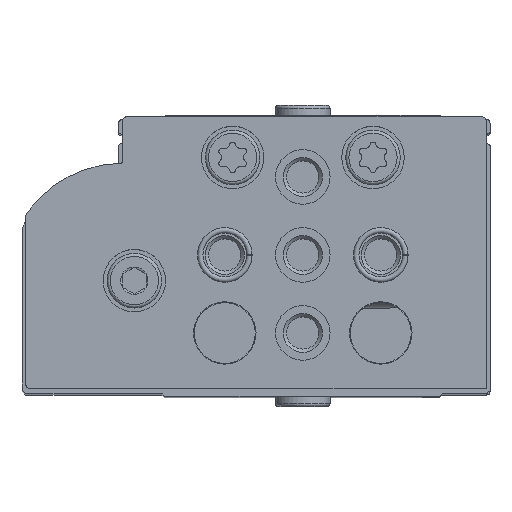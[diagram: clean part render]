
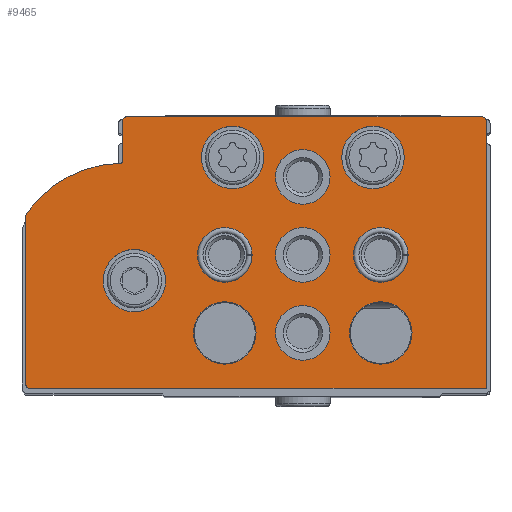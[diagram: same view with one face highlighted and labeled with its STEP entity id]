
A CAD part, top view. The second image highlights one B-rep face of the part: STEP entity #9465.
In plain terms, the highlighted face is planar.
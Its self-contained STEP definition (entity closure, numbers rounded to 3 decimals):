
#944=LINE('',#16107,#1628);
#946=LINE('',#16111,#1630);
#949=LINE('',#16119,#1633);
#954=LINE('',#16135,#1638);
#957=LINE('',#16143,#1641);
#1628=VECTOR('',#13017,1000.);
#1630=VECTOR('',#13021,1000.);
#1633=VECTOR('',#13030,1000.);
#1638=VECTOR('',#13049,1000.);
#1641=VECTOR('',#13058,1000.);
#3528=ORIENTED_EDGE('',*,*,#5245,.T.);
#3529=ORIENTED_EDGE('',*,*,#5246,.T.);
#3530=ORIENTED_EDGE('',*,*,#5247,.T.);
#3531=ORIENTED_EDGE('',*,*,#5248,.T.);
#3532=ORIENTED_EDGE('',*,*,#5249,.T.);
#3533=ORIENTED_EDGE('',*,*,#5250,.T.);
#3534=ORIENTED_EDGE('',*,*,#5251,.T.);
#3535=ORIENTED_EDGE('',*,*,#5252,.T.);
#3536=ORIENTED_EDGE('',*,*,#5253,.T.);
#3537=ORIENTED_EDGE('',*,*,#5254,.T.);
#3538=ORIENTED_EDGE('',*,*,#5222,.F.);
#3539=ORIENTED_EDGE('',*,*,#5243,.F.);
#3540=ORIENTED_EDGE('',*,*,#5241,.F.);
#3541=ORIENTED_EDGE('',*,*,#5239,.F.);
#3542=ORIENTED_EDGE('',*,*,#5237,.T.);
#3543=ORIENTED_EDGE('',*,*,#5235,.F.);
#3544=ORIENTED_EDGE('',*,*,#5233,.F.);
#3545=ORIENTED_EDGE('',*,*,#5231,.F.);
#3546=ORIENTED_EDGE('',*,*,#5229,.F.);
#3547=ORIENTED_EDGE('',*,*,#5227,.F.);
#3548=ORIENTED_EDGE('',*,*,#5225,.F.);
#5222=EDGE_CURVE('',#6266,#6267,#6867,.T.);
#5225=EDGE_CURVE('',#6267,#6268,#944,.T.);
#5227=EDGE_CURVE('',#6268,#6269,#946,.T.);
#5229=EDGE_CURVE('',#6269,#6270,#6868,.T.);
#5231=EDGE_CURVE('',#6270,#6271,#949,.T.);
#5233=EDGE_CURVE('',#6271,#6272,#6869,.T.);
#5235=EDGE_CURVE('',#6272,#6273,#6870,.T.);
#5237=EDGE_CURVE('',#6274,#6273,#6871,.T.);
#5239=EDGE_CURVE('',#6274,#6275,#954,.T.);
#5241=EDGE_CURVE('',#6275,#6276,#6872,.T.);
#5243=EDGE_CURVE('',#6276,#6266,#957,.T.);
#5245=EDGE_CURVE('',#6277,#6277,#6873,.T.);
#5246=EDGE_CURVE('',#6278,#6278,#6874,.T.);
#5247=EDGE_CURVE('',#6279,#6279,#6875,.T.);
#5248=EDGE_CURVE('',#6280,#6280,#6876,.T.);
#5249=EDGE_CURVE('',#6281,#6281,#6877,.T.);
#5250=EDGE_CURVE('',#6282,#6282,#6878,.T.);
#5251=EDGE_CURVE('',#6283,#6283,#6879,.T.);
#5252=EDGE_CURVE('',#6284,#6284,#6880,.T.);
#5253=EDGE_CURVE('',#6285,#6285,#6881,.T.);
#5254=EDGE_CURVE('',#6286,#6286,#6882,.T.);
#6266=VERTEX_POINT('',#16102);
#6267=VERTEX_POINT('',#16103);
#6268=VERTEX_POINT('',#16108);
#6269=VERTEX_POINT('',#16112);
#6270=VERTEX_POINT('',#16116);
#6271=VERTEX_POINT('',#16120);
#6272=VERTEX_POINT('',#16124);
#6273=VERTEX_POINT('',#16128);
#6274=VERTEX_POINT('',#16132);
#6275=VERTEX_POINT('',#16136);
#6276=VERTEX_POINT('',#16140);
#6277=VERTEX_POINT('',#16147);
#6278=VERTEX_POINT('',#16149);
#6279=VERTEX_POINT('',#16151);
#6280=VERTEX_POINT('',#16153);
#6281=VERTEX_POINT('',#16155);
#6282=VERTEX_POINT('',#16157);
#6283=VERTEX_POINT('',#16159);
#6284=VERTEX_POINT('',#16161);
#6285=VERTEX_POINT('',#16163);
#6286=VERTEX_POINT('',#16165);
#6867=CIRCLE('',#10664,0.5);
#6868=CIRCLE('',#10668,0.5);
#6869=CIRCLE('',#10671,1.);
#6870=CIRCLE('',#10673,15.);
#6871=CIRCLE('',#10675,0.3);
#6872=CIRCLE('',#10678,0.5);
#6873=CIRCLE('',#10681,4.);
#6874=CIRCLE('',#10682,4.);
#6875=CIRCLE('',#10683,4.);
#6876=CIRCLE('',#10684,3.5);
#6877=CIRCLE('',#10685,3.5);
#6878=CIRCLE('',#10686,3.5);
#6879=CIRCLE('',#10687,3.5);
#6880=CIRCLE('',#10688,3.5);
#6881=CIRCLE('',#10689,4.);
#6882=CIRCLE('',#10690,4.);
#7598=EDGE_LOOP('',(#3528));
#7599=EDGE_LOOP('',(#3529));
#7600=EDGE_LOOP('',(#3530));
#7601=EDGE_LOOP('',(#3531));
#7602=EDGE_LOOP('',(#3532));
#7603=EDGE_LOOP('',(#3533));
#7604=EDGE_LOOP('',(#3534));
#7605=EDGE_LOOP('',(#3535));
#7606=EDGE_LOOP('',(#3536));
#7607=EDGE_LOOP('',(#3537));
#7608=EDGE_LOOP('',(#3538,#3539,#3540,#3541,#3542,#3543,#3544,#3545,#3546,
#3547,#3548));
#8473=FACE_BOUND('',#7598,.T.);
#8474=FACE_BOUND('',#7599,.T.);
#8475=FACE_BOUND('',#7600,.T.);
#8476=FACE_BOUND('',#7601,.T.);
#8477=FACE_BOUND('',#7602,.T.);
#8478=FACE_BOUND('',#7603,.T.);
#8479=FACE_BOUND('',#7604,.T.);
#8480=FACE_BOUND('',#7605,.T.);
#8481=FACE_BOUND('',#7606,.T.);
#8482=FACE_BOUND('',#7607,.T.);
#8483=FACE_BOUND('',#7608,.T.);
#9011=PLANE('',#10680);
#9465=ADVANCED_FACE('',(#8473,#8474,#8475,#8476,#8477,#8478,#8479,#8480,
#8481,#8482,#8483),#9011,.F.);
#10664=AXIS2_PLACEMENT_3D('',#16101,#13011,#13012);
#10668=AXIS2_PLACEMENT_3D('',#16115,#13025,#13026);
#10671=AXIS2_PLACEMENT_3D('',#16123,#13034,#13035);
#10673=AXIS2_PLACEMENT_3D('',#16127,#13039,#13040);
#10675=AXIS2_PLACEMENT_3D('',#16131,#13044,#13045);
#10678=AXIS2_PLACEMENT_3D('',#16139,#13053,#13054);
#10680=AXIS2_PLACEMENT_3D('',#16145,#13060,#13061);
#10681=AXIS2_PLACEMENT_3D('',#16146,#13062,#13063);
#10682=AXIS2_PLACEMENT_3D('',#16148,#13064,#13065);
#10683=AXIS2_PLACEMENT_3D('',#16150,#13066,#13067);
#10684=AXIS2_PLACEMENT_3D('',#16152,#13068,#13069);
#10685=AXIS2_PLACEMENT_3D('',#16154,#13070,#13071);
#10686=AXIS2_PLACEMENT_3D('',#16156,#13072,#13073);
#10687=AXIS2_PLACEMENT_3D('',#16158,#13074,#13075);
#10688=AXIS2_PLACEMENT_3D('',#16160,#13076,#13077);
#10689=AXIS2_PLACEMENT_3D('',#16162,#13078,#13079);
#10690=AXIS2_PLACEMENT_3D('',#16164,#13080,#13081);
#13011=DIRECTION('',(0.,0.,1.));
#13012=DIRECTION('',(1.,0.,0.));
#13017=DIRECTION('',(0.,-1.,0.));
#13021=DIRECTION('',(1.,0.,0.));
#13025=DIRECTION('',(0.,0.,1.));
#13026=DIRECTION('',(1.,0.,0.));
#13030=DIRECTION('',(0.,1.,0.));
#13034=DIRECTION('',(0.,0.,1.));
#13035=DIRECTION('',(1.,0.,0.));
#13039=DIRECTION('',(0.,0.,1.));
#13040=DIRECTION('',(1.,0.,0.));
#13044=DIRECTION('',(0.,0.,1.));
#13045=DIRECTION('',(1.,0.,0.));
#13049=DIRECTION('',(0.,1.,0.));
#13053=DIRECTION('',(0.,0.,1.));
#13054=DIRECTION('',(1.,0.,0.));
#13058=DIRECTION('',(-1.,0.,0.));
#13060=DIRECTION('',(0.,0.,1.));
#13061=DIRECTION('',(1.,0.,0.));
#13062=DIRECTION('',(0.,0.,1.));
#13063=DIRECTION('',(1.,0.,0.));
#13064=DIRECTION('',(0.,0.,1.));
#13065=DIRECTION('',(1.,0.,0.));
#13066=DIRECTION('',(0.,0.,1.));
#13067=DIRECTION('',(1.,0.,0.));
#13068=DIRECTION('',(0.,0.,1.));
#13069=DIRECTION('',(1.,0.,0.));
#13070=DIRECTION('',(0.,0.,1.));
#13071=DIRECTION('',(1.,0.,0.));
#13072=DIRECTION('',(0.,0.,1.));
#13073=DIRECTION('',(1.,0.,0.));
#13074=DIRECTION('',(0.,0.,1.));
#13075=DIRECTION('',(1.,0.,0.));
#13076=DIRECTION('',(0.,0.,1.));
#13077=DIRECTION('',(1.,0.,0.));
#13078=DIRECTION('',(0.,0.,1.));
#13079=DIRECTION('',(1.,0.,0.));
#13080=DIRECTION('',(0.,0.,1.));
#13081=DIRECTION('',(1.,0.,0.));
#16101=CARTESIAN_POINT('',(0.5,34.3,0.));
#16102=CARTESIAN_POINT('',(0.5,34.8,0.));
#16103=CARTESIAN_POINT('',(0.,34.3,0.));
#16107=CARTESIAN_POINT('',(0.,34.3,0.));
#16108=CARTESIAN_POINT('',(0.,0.,0.));
#16111=CARTESIAN_POINT('',(0.,0.,0.));
#16112=CARTESIAN_POINT('',(58.5,0.,0.));
#16115=CARTESIAN_POINT('',(58.5,0.5,0.));
#16116=CARTESIAN_POINT('',(59.,0.5,0.));
#16119=CARTESIAN_POINT('',(59.,0.5,0.));
#16120=CARTESIAN_POINT('',(59.,21.976,0.));
#16123=CARTESIAN_POINT('',(58.,21.976,0.));
#16124=CARTESIAN_POINT('',(58.814,22.557,0.));
#16127=CARTESIAN_POINT('',(46.6,13.85,0.));
#16128=CARTESIAN_POINT('',(46.894,28.847,0.));
#16131=CARTESIAN_POINT('',(46.9,29.147,0.));
#16132=CARTESIAN_POINT('',(46.6,29.147,0.));
#16135=CARTESIAN_POINT('',(46.6,29.147,0.));
#16136=CARTESIAN_POINT('',(46.6,34.3,0.));
#16139=CARTESIAN_POINT('',(46.1,34.3,0.));
#16140=CARTESIAN_POINT('',(46.1,34.8,0.));
#16143=CARTESIAN_POINT('',(46.1,34.8,0.));
#16145=CARTESIAN_POINT('',(0.5,34.3,0.));
#16146=CARTESIAN_POINT('',(45.1,13.8,0.));
#16147=CARTESIAN_POINT('',(49.1,13.8,0.));
#16148=CARTESIAN_POINT('',(32.5,29.6,0.));
#16149=CARTESIAN_POINT('',(36.5,29.6,0.));
#16150=CARTESIAN_POINT('',(14.5,29.6,0.));
#16151=CARTESIAN_POINT('',(18.5,29.6,0.));
#16152=CARTESIAN_POINT('',(23.5,27.1,0.));
#16153=CARTESIAN_POINT('',(27.,27.1,0.));
#16154=CARTESIAN_POINT('',(33.5,17.1,0.));
#16155=CARTESIAN_POINT('',(37.,17.1,0.));
#16156=CARTESIAN_POINT('',(23.5,17.1,0.));
#16157=CARTESIAN_POINT('',(27.,17.1,0.));
#16158=CARTESIAN_POINT('',(13.5,17.1,0.));
#16159=CARTESIAN_POINT('',(17.,17.1,0.));
#16160=CARTESIAN_POINT('',(23.5,7.1,0.));
#16161=CARTESIAN_POINT('',(27.,7.1,0.));
#16162=CARTESIAN_POINT('',(33.5,7.1,0.));
#16163=CARTESIAN_POINT('',(37.5,7.1,0.));
#16164=CARTESIAN_POINT('',(13.5,7.1,0.));
#16165=CARTESIAN_POINT('',(17.5,7.1,0.));
